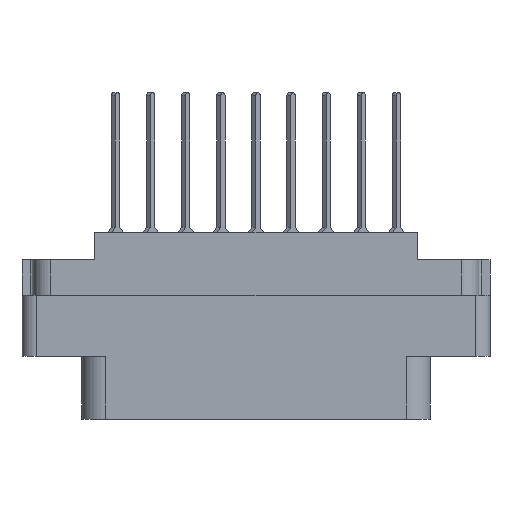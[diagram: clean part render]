
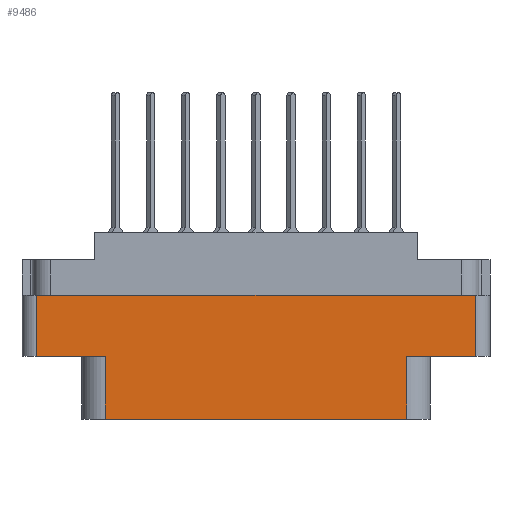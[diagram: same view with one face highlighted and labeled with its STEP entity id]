
A CAD part, front view. The second image highlights one B-rep face of the part: STEP entity #9486.
In plain terms, the highlighted planar face has unit normal (0, -1, 0).
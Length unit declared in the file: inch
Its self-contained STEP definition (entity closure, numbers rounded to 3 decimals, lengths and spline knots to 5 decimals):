
#138 = CARTESIAN_POINT ( 'NONE',  ( -0.644, -0.438, -0.529 ) ) ;
#1297 = DIRECTION ( 'NONE',  ( 0., 0., 1. ) ) ;
#1611 = LINE ( 'NONE', #26258, #6715 ) ;
#2585 = LINE ( 'NONE', #10952, #17159 ) ;
#3991 = ORIENTED_EDGE ( 'NONE', *, *, #30952, .T. ) ;
#4328 = ORIENTED_EDGE ( 'NONE', *, *, #9572, .T. ) ;
#4374 = VECTOR ( 'NONE', #24617, 39.37008 ) ;
#6125 = VECTOR ( 'NONE', #13889, 39.37008 ) ;
#6711 = VERTEX_POINT ( 'NONE', #16754 ) ;
#6715 = VECTOR ( 'NONE', #1297, 39.37008 ) ;
#7131 = VERTEX_POINT ( 'NONE', #21138 ) ;
#7425 = DIRECTION ( 'NONE',  ( 0., 0., -1. ) ) ;
#8263 = CARTESIAN_POINT ( 'NONE',  ( -0.644, -0.438, -0.798 ) ) ;
#8739 = DIRECTION ( 'NONE',  ( -1., 0., 0. ) ) ;
#8813 = CARTESIAN_POINT ( 'NONE',  ( -0.938, -0.438, -0.798 ) ) ;
#9486 = ADVANCED_FACE ( 'NONE', ( #20813 ), #19985, .T. ) ;
#9572 = EDGE_CURVE ( 'NONE', #14818, #27891, #12929, .T. ) ;
#9845 = LINE ( 'NONE', #22095, #4374 ) ;
#10706 = VERTEX_POINT ( 'NONE', #11893 ) ;
#10952 = CARTESIAN_POINT ( 'NONE',  ( 0.644, -0.438, -0.529 ) ) ;
#11062 = DIRECTION ( 'NONE',  ( 0., 0., -1. ) ) ;
#11195 = VECTOR ( 'NONE', #29155, 39.37008 ) ;
#11528 = EDGE_CURVE ( 'NONE', #6711, #25015, #2585, .T. ) ;
#11893 = CARTESIAN_POINT ( 'NONE',  ( -0.938, -0.438, -0.268 ) ) ;
#12929 = LINE ( 'NONE', #30261, #23975 ) ;
#13583 = CARTESIAN_POINT ( 'NONE',  ( 0.644, -0.438, -0.798 ) ) ;
#13889 = DIRECTION ( 'NONE',  ( 0., 0., 1. ) ) ;
#13899 = EDGE_CURVE ( 'NONE', #27503, #25015, #23368, .T. ) ;
#14217 = EDGE_LOOP ( 'NONE', ( #3991, #20447, #24194, #26547, #20718, #24949, #15310, #4328 ) ) ;
#14818 = VERTEX_POINT ( 'NONE', #18432 ) ;
#14819 = CARTESIAN_POINT ( 'NONE',  ( -0.938, -0.438, -0.798 ) ) ;
#15310 = ORIENTED_EDGE ( 'NONE', *, *, #18881, .F. ) ;
#15785 = EDGE_CURVE ( 'NONE', #7131, #29954, #1611, .T. ) ;
#16754 = CARTESIAN_POINT ( 'NONE',  ( 0.644, -0.438, -0.529 ) ) ;
#17159 = VECTOR ( 'NONE', #11062, 39.37008 ) ;
#17401 = VECTOR ( 'NONE', #31838, 39.37008 ) ;
#17492 = VECTOR ( 'NONE', #8739, 39.37008 ) ;
#18432 = CARTESIAN_POINT ( 'NONE',  ( -0.938, -0.438, -0.529 ) ) ;
#18881 = EDGE_CURVE ( 'NONE', #14818, #10706, #26190, .T. ) ;
#19562 = DIRECTION ( 'NONE',  ( 0., -1., 0. ) ) ;
#19985 = PLANE ( 'NONE',  #27887 ) ;
#20280 = CARTESIAN_POINT ( 'NONE',  ( 0.938, -0.438, -0.268 ) ) ;
#20447 = ORIENTED_EDGE ( 'NONE', *, *, #13899, .T. ) ;
#20718 = ORIENTED_EDGE ( 'NONE', *, *, #15785, .T. ) ;
#20813 = FACE_OUTER_BOUND ( 'NONE', #14217, .T. ) ;
#21138 = CARTESIAN_POINT ( 'NONE',  ( 0.938, -0.438, -0.529 ) ) ;
#21876 = CARTESIAN_POINT ( 'NONE',  ( -0.938, -0.438, -0.798 ) ) ;
#22095 = CARTESIAN_POINT ( 'NONE',  ( -1., -0.438, -0.268 ) ) ;
#22597 = EDGE_CURVE ( 'NONE', #10706, #29954, #9845, .T. ) ;
#23368 = LINE ( 'NONE', #21876, #11195 ) ;
#23975 = VECTOR ( 'NONE', #27972, 39.37008 ) ;
#24194 = ORIENTED_EDGE ( 'NONE', *, *, #11528, .F. ) ;
#24201 = LINE ( 'NONE', #26256, #17492 ) ;
#24617 = DIRECTION ( 'NONE',  ( 1., 0., 0. ) ) ;
#24949 = ORIENTED_EDGE ( 'NONE', *, *, #22597, .F. ) ;
#25015 = VERTEX_POINT ( 'NONE', #13583 ) ;
#26190 = LINE ( 'NONE', #8813, #6125 ) ;
#26256 = CARTESIAN_POINT ( 'NONE',  ( 0., -0.438, -0.529 ) ) ;
#26258 = CARTESIAN_POINT ( 'NONE',  ( 0.938, -0.438, -0.798 ) ) ;
#26547 = ORIENTED_EDGE ( 'NONE', *, *, #29631, .F. ) ;
#27503 = VERTEX_POINT ( 'NONE', #8263 ) ;
#27887 = AXIS2_PLACEMENT_3D ( 'NONE', #14819, #19562, #7425 ) ;
#27891 = VERTEX_POINT ( 'NONE', #138 ) ;
#27972 = DIRECTION ( 'NONE',  ( 1., 0., 0. ) ) ;
#29155 = DIRECTION ( 'NONE',  ( 1., 0., 0. ) ) ;
#29302 = CARTESIAN_POINT ( 'NONE',  ( -0.644, -0.438, -0.529 ) ) ;
#29631 = EDGE_CURVE ( 'NONE', #7131, #6711, #24201, .T. ) ;
#29954 = VERTEX_POINT ( 'NONE', #20280 ) ;
#30261 = CARTESIAN_POINT ( 'NONE',  ( 0., -0.438, -0.529 ) ) ;
#30736 = LINE ( 'NONE', #29302, #17401 ) ;
#30952 = EDGE_CURVE ( 'NONE', #27891, #27503, #30736, .T. ) ;
#31838 = DIRECTION ( 'NONE',  ( 0., 0., -1. ) ) ;
